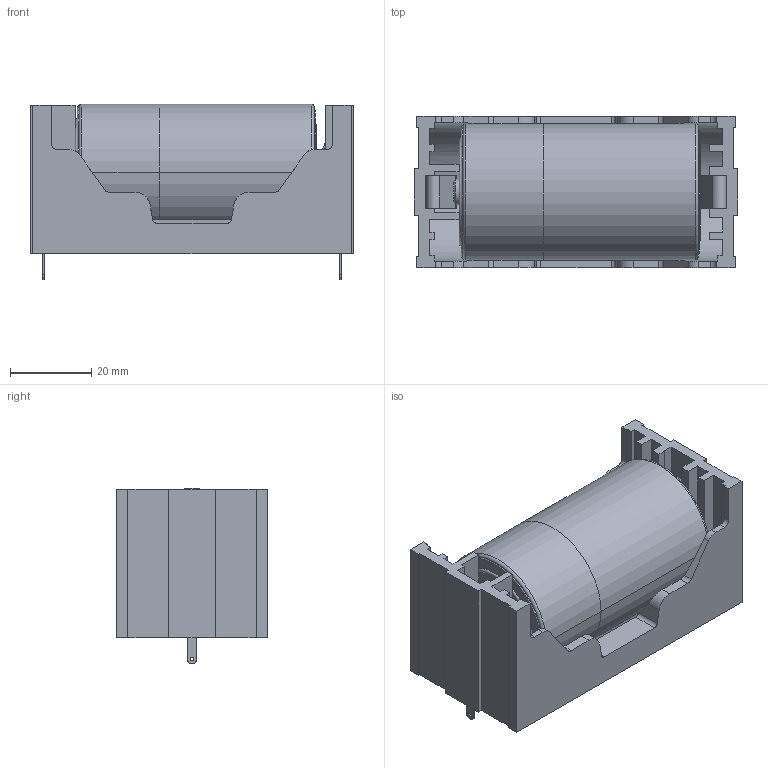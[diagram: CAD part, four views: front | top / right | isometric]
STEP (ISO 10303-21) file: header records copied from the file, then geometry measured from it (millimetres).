
FILE_DESCRIPTION(('FreeCAD Model'),'2;1');
FILE_NAME('User_Library_Bat_Hldr_BHD_2_cp.step', '2018-04-23T10:24:40',('kicad StepUp'),('ksu MCAD'), 'Open CASCADE STEP processor 7.2','FreeCAD','Unknown');
FILE_SCHEMA(('AUTOMOTIVE_DESIGN_CC2 { 1 2 10303 214 -1 1 5 4 }'));
Length unit declared in the file: millimetre
Products named in the file (1): User_Library_Bat_Hldr_BHD_2_cp
Bounding box: 79.42 x 37.08 x 43.1 mm (x, y, z)
Volume: 81539.7 mm3; surface area: 27155 mm2
Topology: 4 solids, 4 shells, 235 faces, 651 edges, 429 vertices
Faces by surface type: plane 164, cylinder 55, torus 16
Entity records: 9354 total; most frequent: CARTESIAN_POINT 1594, ORIENTED_EDGE 1302, DIRECTION 1243, EDGE_CURVE 651, LINE 467, VECTOR 467, VERTEX_POINT 429, AXIS2_PLACEMENT_3D 388
